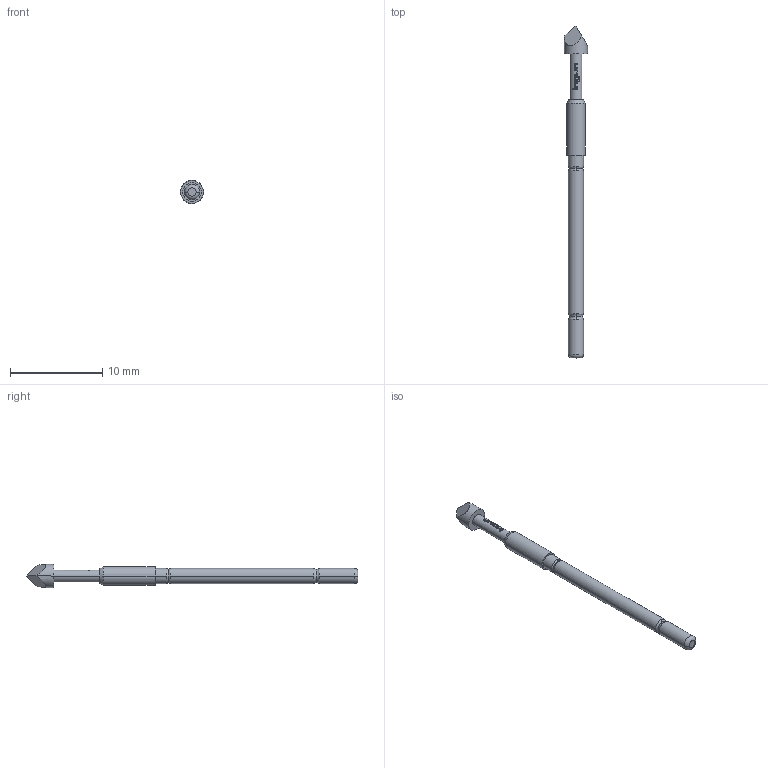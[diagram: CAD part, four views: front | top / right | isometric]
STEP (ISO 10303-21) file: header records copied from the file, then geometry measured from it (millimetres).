
FILE_DESCRIPTION (( 'STEP AP203' ), '1' );
FILE_NAME ('INGUN_GKS-912_207_250_A_xx06.STEP', '2021-09-28T12:37:14', ( 'ochi' ), ( '' ), 'SwSTEP 2.0', 'SolidWorks 2018', '' );
FILE_SCHEMA (( 'CONFIG_CONTROL_DESIGN' ));
Length unit declared in the file: millimetre
Products named in the file (1): INGUN_GKS-912_207_250_A_xx06
Bounding box: 2.5 x 36 x 2.5 mm (x, y, z)
Volume: 80.5 mm3; surface area: 198 mm2
Topology: 1 solids, 1 shells, 99 faces, 255 edges, 167 vertices
Faces by surface type: plane 37, bspline 32, cylinder 18, torus 10, cone 2
Entity records: 4054 total; most frequent: CARTESIAN_POINT 1994, ORIENTED_EDGE 510, EDGE_CURVE 255, DIRECTION 249, B_SPLINE_CURVE_WITH_KNOTS 186, VERTEX_POINT 167, AXIS2_PLACEMENT_3D 116, EDGE_LOOP 108
